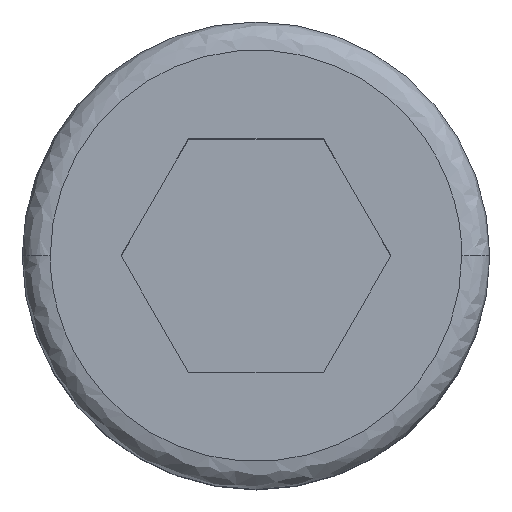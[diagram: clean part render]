
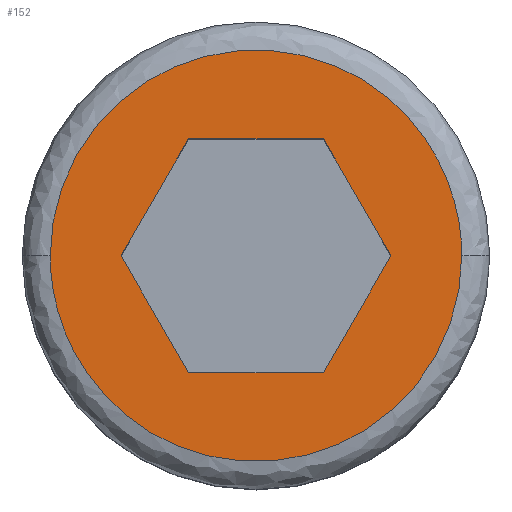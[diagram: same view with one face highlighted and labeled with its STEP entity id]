
A CAD part, top view. The second image highlights one B-rep face of the part: STEP entity #152.
In plain terms, the highlighted planar face has unit normal (0, 0, 1).
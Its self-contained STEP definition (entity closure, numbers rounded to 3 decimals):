
#12 = EDGE_CURVE ( 'NONE', #869, #637, #42, .T. ) ;
#39 = CARTESIAN_POINT ( 'NONE',  ( -2.887, 0., 6. ) ) ;
#42 = LINE ( 'NONE', #299, #428 ) ;
#43 = DIRECTION ( 'NONE',  ( 0.5, 0.866, 0. ) ) ;
#58 = ORIENTED_EDGE ( 'NONE', *, *, #406, .F. ) ;
#61 = VECTOR ( 'NONE', #240, 1000. ) ;
#75 = VERTEX_POINT ( 'NONE', #89 ) ;
#89 = CARTESIAN_POINT ( 'NONE',  ( 1.443, -2.5, 6. ) ) ;
#92 = VERTEX_POINT ( 'NONE', #374 ) ;
#108 = DIRECTION ( 'NONE',  ( 0.5, -0.866, 0. ) ) ;
#110 = CARTESIAN_POINT ( 'NONE',  ( -1.443, -2.5, 6. ) ) ;
#113 = CARTESIAN_POINT ( 'NONE',  ( 0., 2.5, 6. ) ) ;
#123 = VERTEX_POINT ( 'NONE', #450 ) ;
#129 = CARTESIAN_POINT ( 'NONE',  ( -2.887, 0., 6. ) ) ;
#152 = ADVANCED_FACE ( 'NONE', ( #192, #362 ), #303, .T. ) ;
#156 = VECTOR ( 'NONE', #410, 1000. ) ;
#163 = ORIENTED_EDGE ( 'NONE', *, *, #660, .T. ) ;
#168 = DIRECTION ( 'NONE',  ( 0., 0., 1. ) ) ;
#192 = FACE_OUTER_BOUND ( 'NONE', #511, .T. ) ;
#218 = CARTESIAN_POINT ( 'NONE',  ( -4.4, 8.8, 6. ) ) ;
#231 = ORIENTED_EDGE ( 'NONE', *, *, #260, .T. ) ;
#240 = DIRECTION ( 'NONE',  ( 1., 0., 0. ) ) ;
#260 = EDGE_CURVE ( 'NONE', #637, #587, #701, .T. ) ;
#270 = DIRECTION ( 'NONE',  ( -1., 0., 0. ) ) ;
#287 = ORIENTED_EDGE ( 'NONE', *, *, #707, .T. ) ;
#297 = ORIENTED_EDGE ( 'NONE', *, *, #794, .F. ) ;
#299 = CARTESIAN_POINT ( 'NONE',  ( -1.443, -2.5, 6. ) ) ;
#303 = PLANE ( 'NONE',  #559 ) ;
#321 = CARTESIAN_POINT ( 'NONE',  ( 1.443, 2.5, 6. ) ) ;
#343 = LINE ( 'NONE', #543, #156 ) ;
#352 = CARTESIAN_POINT ( 'NONE',  ( -4.4, -8.8, 6. ) ) ;
#362 = FACE_BOUND ( 'NONE', #461, .T. ) ;
#374 = CARTESIAN_POINT ( 'NONE',  ( 4.4, 0., 6. ) ) ;
#380 = CARTESIAN_POINT ( 'NONE',  ( 0., 0., 6. ) ) ;
#406 = EDGE_CURVE ( 'NONE', #777, #92, #697, .T. ) ;
#410 = DIRECTION ( 'NONE',  ( -0.5, -0.866, 0. ) ) ;
#428 = VECTOR ( 'NONE', #796, 1000. ) ;
#430 = VECTOR ( 'NONE', #108, 1000. ) ;
#448 = DIRECTION ( 'NONE',  ( 0., -1., 0. ) ) ;
#450 = CARTESIAN_POINT ( 'NONE',  ( 1.443, 2.5, 6. ) ) ;
#452 = LINE ( 'NONE', #321, #430 ) ;
#453 = ORIENTED_EDGE ( 'NONE', *, *, #862, .T. ) ;
#460 = CARTESIAN_POINT ( 'NONE',  ( -1.443, 2.5, 6. ) ) ;
#461 = EDGE_LOOP ( 'NONE', ( #231, #453, #495, #163, #287, #901 ) ) ;
#462 = EDGE_CURVE ( 'NONE', #123, #658, #452, .T. ) ;
#483 = VECTOR ( 'NONE', #270, 1000. ) ;
#488 = CARTESIAN_POINT ( 'NONE',  ( -4.4, 0., 6. ) ) ;
#495 = ORIENTED_EDGE ( 'NONE', *, *, #462, .T. ) ;
#497 = VECTOR ( 'NONE', #43, 1000. ) ;
#511 = EDGE_LOOP ( 'NONE', ( #297, #58 ) ) ;
#543 = CARTESIAN_POINT ( 'NONE',  ( 2.887, 0., 6. ) ) ;
#551 = CARTESIAN_POINT ( 'NONE',  ( 2.887, 0., 6. ) ) ;
#559 = AXIS2_PLACEMENT_3D ( 'NONE', #380, #168, #448 ) ;
#587 = VERTEX_POINT ( 'NONE', #460 ) ;
#637 = VERTEX_POINT ( 'NONE', #129 ) ;
#640 = CARTESIAN_POINT ( 'NONE',  ( 4.4, 0., 6. ) ) ;
#658 = VERTEX_POINT ( 'NONE', #551 ) ;
#660 = EDGE_CURVE ( 'NONE', #658, #75, #343, .T. ) ;
#676 = LINE ( 'NONE', #910, #483 ) ;
#697 =( BOUNDED_CURVE ( )  B_SPLINE_CURVE ( 3, ( #925, #218, #729, #871 ),
 .UNSPECIFIED., .F., .F. ) 
 B_SPLINE_CURVE_WITH_KNOTS ( ( 4, 4 ),
 ( 0.5, 1. ),
 .UNSPECIFIED. ) 
 CURVE ( )  GEOMETRIC_REPRESENTATION_ITEM ( )  RATIONAL_B_SPLINE_CURVE ( ( 1., 0.333, 0.333, 1. ) ) 
 REPRESENTATION_ITEM ( '' )  );
#701 = LINE ( 'NONE', #39, #497 ) ;
#707 = EDGE_CURVE ( 'NONE', #75, #869, #676, .T. ) ;
#729 = CARTESIAN_POINT ( 'NONE',  ( 4.4, 8.8, 6. ) ) ;
#772 = CARTESIAN_POINT ( 'NONE',  ( 4.4, -8.8, 6. ) ) ;
#777 = VERTEX_POINT ( 'NONE', #488 ) ;
#790 = LINE ( 'NONE', #113, #61 ) ;
#794 = EDGE_CURVE ( 'NONE', #92, #777, #902, .T. ) ;
#796 = DIRECTION ( 'NONE',  ( -0.5, 0.866, 0. ) ) ;
#820 = CARTESIAN_POINT ( 'NONE',  ( -4.4, 0., 6. ) ) ;
#862 = EDGE_CURVE ( 'NONE', #587, #123, #790, .T. ) ;
#869 = VERTEX_POINT ( 'NONE', #110 ) ;
#871 = CARTESIAN_POINT ( 'NONE',  ( 4.4, 0., 6. ) ) ;
#901 = ORIENTED_EDGE ( 'NONE', *, *, #12, .T. ) ;
#902 =( BOUNDED_CURVE ( )  B_SPLINE_CURVE ( 3, ( #640, #772, #352, #820 ),
 .UNSPECIFIED., .F., .F. ) 
 B_SPLINE_CURVE_WITH_KNOTS ( ( 4, 4 ),
 ( 0., 0.5 ),
 .UNSPECIFIED. ) 
 CURVE ( )  GEOMETRIC_REPRESENTATION_ITEM ( )  RATIONAL_B_SPLINE_CURVE ( ( 1., 0.333, 0.333, 1. ) ) 
 REPRESENTATION_ITEM ( '' )  );
#910 = CARTESIAN_POINT ( 'NONE',  ( 0., -2.5, 6. ) ) ;
#925 = CARTESIAN_POINT ( 'NONE',  ( -4.4, 0., 6. ) ) ;
